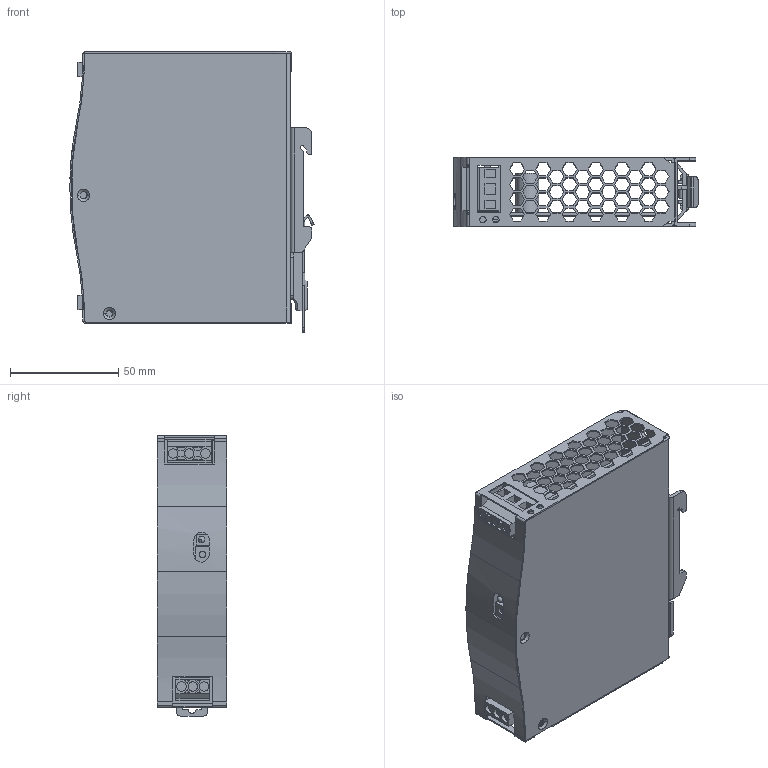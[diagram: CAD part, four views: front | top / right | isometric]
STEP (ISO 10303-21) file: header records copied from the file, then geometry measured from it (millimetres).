
FILE_DESCRIPTION(('HOOPS Exchange Step'),'2;1');
FILE_NAME('export-DA932094-F3E0-46A4-A2EB-DB8DFABC0DE3.stp','2021-05-01T18:20:19+02:00',('Engineering'),('Alibre'),'HOOPS Exchange 2020.1','Alibre','Unknown authorisation');
FILE_SCHEMA( ('AP242_MANAGED_MODEL_BASED_3D_ENGINEERING_MIM_LF {1 0 10303 442 1 1 4 }') );
Length unit declared in the file: millimetre
Products named in the file (15): 4392-6 Mean Well NDR-75-48 48VDC 75W DIN Rail PowerSupply PCB; 4392-1 Mean Well NDR-75-48 48VDC 75W DIN Rail PowerSupply PCB; 4392-8 Mean Well NDR-75-48 48VDC 75W DIN Rail PowerSupply; 4392-10 Mean Well NDR-75-48 48VDC 75W DIN Rail PowerSupply; 4392-14 Mean Well NDR-75-48 48VDC 75W DIN Rail PowerSupply; 4392-11 Mean Well NDR-75-48 48VDC 75W DIN Rail PowerSupply; 4392-5 Mean Well NDR-75-48 48VDC 75W DIN Rail PowerSupply LED; 4392-13 Mean Well NDR-75-48 48VDC 75W DIN Rail PowerSupply VR; 4392-7 Mean Well NDR-75-48 48VDC 75W DIN Rail PowerSupply PCB2; 4392-2 Mean Well NDR-75-48 48VDC 75W DIN Rail PowerSupply PCB; 4392-12 Mean Well NDR-75-48 48VDC 75W DIN Rail PowerSupply; 4392-9 Mean Well NDR-75-48 48VDC 75W DIN Rail PowerSupply; 4392-4 Mean Well NDR-75-48 48VDC 75W DIN Rail PowerSupply; 4392-3 Mean Well NDR-75-48 48VDC 75W DIN Rail PowerSupply; 4392 Mean Well NDR-75-48 48VDC 75W DIN Rail PowerSupply
Assembly tree (14 placements, depth 3):
  4392 Mean Well NDR-75-48 48VDC 75W DIN Rail PowerSupply
    4392-1 Mean Well NDR-75-48 48VDC 75W DIN Rail PowerSupply PCB
      4392-6 Mean Well NDR-75-48 48VDC 75W DIN Rail PowerSupply PCB
    4392-8 Mean Well NDR-75-48 48VDC 75W DIN Rail PowerSupply
    4392-10 Mean Well NDR-75-48 48VDC 75W DIN Rail PowerSupply
    4392-2 Mean Well NDR-75-48 48VDC 75W DIN Rail PowerSupply PCB
      4392-14 Mean Well NDR-75-48 48VDC 75W DIN Rail PowerSupply
      4392-11 Mean Well NDR-75-48 48VDC 75W DIN Rail PowerSupply
      4392-5 Mean Well NDR-75-48 48VDC 75W DIN Rail PowerSupply LED
      4392-13 Mean Well NDR-75-48 48VDC 75W DIN Rail PowerSupply VR
      4392-7 Mean Well NDR-75-48 48VDC 75W DIN Rail PowerSupply PCB2
    4392-3 Mean Well NDR-75-48 48VDC 75W DIN Rail PowerSupply
      4392-12 Mean Well NDR-75-48 48VDC 75W DIN Rail PowerSupply
      4392-9 Mean Well NDR-75-48 48VDC 75W DIN Rail PowerSupply
      4392-4 Mean Well NDR-75-48 48VDC 75W DIN Rail PowerSupply
Bounding box: 112.73 x 32 x 129.21 mm (x, y, z)
Volume: 87070.7 mm3; surface area: 118418.2 mm2
Topology: 11 solids, 11 shells, 1239 faces, 3519 edges, 2328 vertices
Faces by surface type: plane 945, cylinder 256, cone 20, torus 18
Entity records: 41067 total; most frequent: CARTESIAN_POINT 7338, ORIENTED_EDGE 7038, DIRECTION 6667, EDGE_CURVE 3519, VECTOR 2923, LINE 2923, VERTEX_POINT 2328, AXIS2_PLACEMENT_3D 1872
